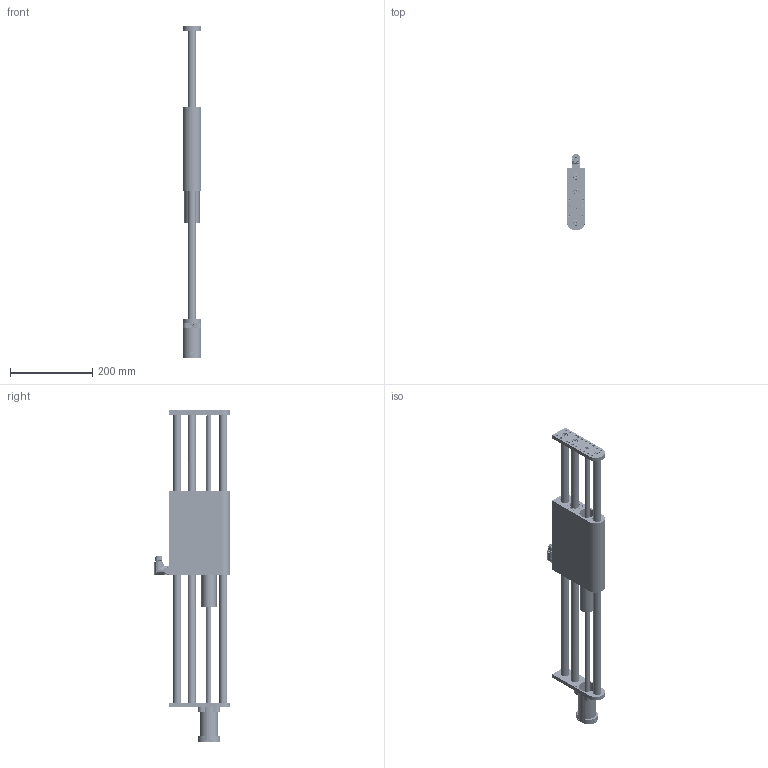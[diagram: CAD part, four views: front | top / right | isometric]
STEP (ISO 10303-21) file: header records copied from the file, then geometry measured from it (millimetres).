
FILE_DESCRIPTION (( 'STEP AP214' ), '1' );
FILE_NAME ('0186-1850_250416_DM03-37x120F-HP-R-495_CS10_MS03.STEP', '2025-04-16T12:27:40', ( '' ), ( '' ), 'SwSTEP 2.0', 'SolidWorks 2024', '' );
FILE_SCHEMA (( 'AUTOMOTIVE_DESIGN' ));
Length unit declared in the file: millimetre
Products named in the file (29): 0180-2659_DM03k-37-MSH; 0180-2753_DM03k-37-MSV; 0230-0332_Lins.-Schr_I-6rd_M2.5x6_INOX-Tuf; 0160-4048_DM03k-SR45x80_DM03k-SR42x88; 0230-1198_Gew.-Stift_I-6kt_K-k_M6x6_v-b; DL03h-37x120F-HP-R-495_MS03_HUB; DSB03k-37x206; MC01-Rw!m_fuss_Fuss; 0230-0168_Zyl.-Schr_I-6kt_n-K_M8x16_8.8_v-b; 0180-2695_DM01k-37-AGS; 0186-1481_PL01-20x710!660-HP-SF_PL01-20x710!660-HP-SF; 0250-1034_MA01-PR02-2.9_MA01-PR02-DH-2,9; 0230-0965_Gew.-Stift_I-6kt_K-k_M4x4_v-b; 0180-2702_DM03k-SD45; 0230-0966_Gew.-Stift_I-6kt_K-k_M4x8_v-b; 0186-1845_ML01-12x795!260-10_255_260-20_SE_ML01-12x650!320; 0230-0515_zyl.-schr._i-6kt_M5x10_8.8_v-b; DM03h-37x120F-HP-R_495_POS0; 0186-1848_MS01-37x260-PR_MS01-R37x155; 0230-0945_zyl.-schr._i-6kt_M4x5_8.8_v-b; DL01h-20x14x...-2xM16_DL01h-20x14x707-2xM16; 0230-0507_O-Ring_12.00x2.00_NBR70_schwarz; 112739-7; 0150-3128_MC01-Rw!m_GANZ; 0230-0692_Linearkugellager_LBBR_20-LS-LGFP; 0230-1041_Senk.-Schr_I-6kt_M4x6_10.9_v-b; 0186-1850_250416_DM03-37x120F-HP-R-495_CS10_MS03; 0180-4127_DM03k-37-KAS; 0150-4038_PAW01-20-LF_PAW01-20
Assembly tree (57 placements, depth 4):
  0186-1850_250416_DM03-37x120F-HP-R-495_CS10_MS03
    DL03h-37x120F-HP-R-495_MS03_HUB
      0180-2659_DM03k-37-MSH
      0180-2753_DM03k-37-MSV
      DL01h-20x14x...-2xM16_DL01h-20x14x707-2xM16  x2
      0186-1481_PL01-20x710!660-HP-SF_PL01-20x710!660-HP-SF
      0160-4048_DM03k-SR45x80_DM03k-SR42x88
      0186-1845_ML01-12x795!260-10_255_260-20_SE_ML01-12x650!320
      0180-2702_DM03k-SD45
      0250-1034_MA01-PR02-2.9_MA01-PR02-DH-2,9
      0230-0515_zyl.-schr._i-6kt_M5x10_8.8_v-b
      0230-0945_zyl.-schr._i-6kt_M4x5_8.8_v-b  x2
      0230-1041_Senk.-Schr_I-6kt_M4x6_10.9_v-b  x2
      0230-0168_Zyl.-Schr_I-6kt_n-K_M8x16_8.8_v-b  x5
      0230-0507_O-Ring_12.00x2.00_NBR70_schwarz
    DM03h-37x120F-HP-R_495_POS0
      DSB03k-37x206
      0230-0965_Gew.-Stift_I-6kt_K-k_M4x4_v-b  x5
      0230-0692_Linearkugellager_LBBR_20-LS-LGFP  x4
      0150-3128_MC01-Rw!m_GANZ
        112739-7
        MC01-Rw!m_fuss_Fuss
      0230-0332_Lins.-Schr_I-6rd_M2.5x6_INOX-Tuf  x4
      0180-2695_DM01k-37-AGS
      0180-4127_DM03k-37-KAS
      0150-4038_PAW01-20-LF_PAW01-20  x2
      0230-0966_Gew.-Stift_I-6kt_K-k_M4x8_v-b  x9
      0186-1848_MS01-37x260-PR_MS01-R37x155
      0230-1198_Gew.-Stift_I-6kt_K-k_M6x6_v-b  x4
Bounding box: 45 x 186.55 x 808.2 mm (x, y, z)
Volume: 1890248.7 mm3; surface area: 514143.8 mm2
Topology: 60 solids, 60 shells, 4368 faces, 10784 edges, 6665 vertices
Faces by surface type: plane 1522, cylinder 992, bspline 931, cone 800, torus 122, sphere 1
Full cylindrical faces by diameter (mm): 0.6 x5, 1 x4, 1.1 x5, 2.05 x4, 2.1 x4, 2.501 x48, 2.7 x4, 3 x1, 3.2 x3, 3.3 x41, 4 x136, 4.2 x11, 4.3 x2, 4.5 x2, 4.8 x1, 5 x66, 6 x21, 6.6 x6, 6.8 x7, 7 x2, 7.53 x2, 8 x57, 8.4 x2, 8.5 x1, 9 x3, 10 x1, 10.5 x6, 12 x2, 13 x5, 14 x5
Entity records: 136713 total; most frequent: CARTESIAN_POINT 64310, ORIENTED_EDGE 14460, DIRECTION 11321, EDGE_CURVE 7230, VERTEX_POINT 4830, AXIS2_PLACEMENT_3D 4174, EDGE_LOOP 3902, FACE_OUTER_BOUND 3395
